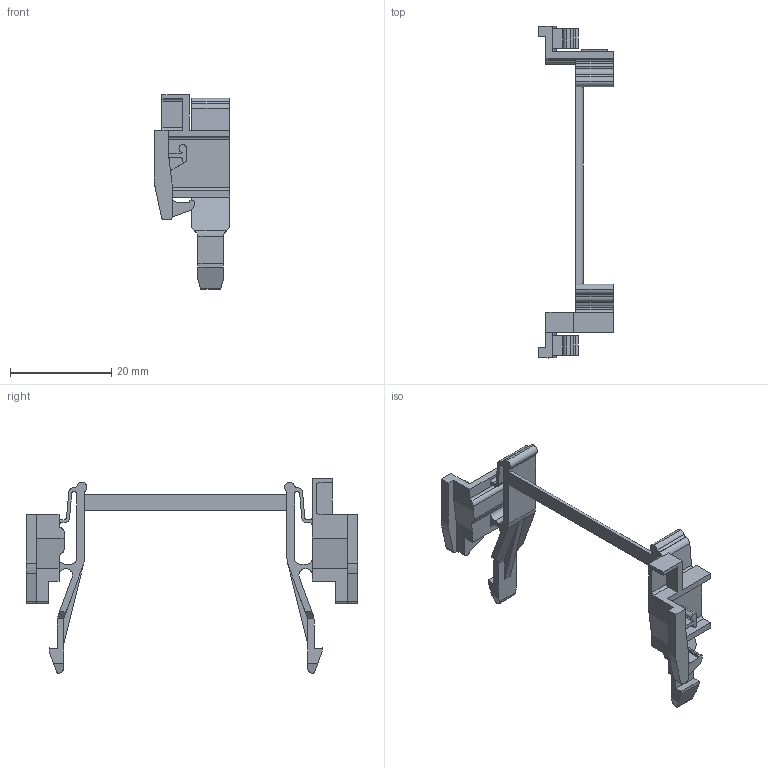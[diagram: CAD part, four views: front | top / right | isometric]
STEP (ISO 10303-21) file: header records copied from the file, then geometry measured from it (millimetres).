
FILE_DESCRIPTION(('CATIA V5R22 STEP214','CAx-IF Rec.Pracs.--- Model Styling and Organization---1.4--- 2014-01-23'),'2;1');
FILE_NAME ('025176-4_0', '2021-04-21T07:13:55+00:00', ('Weidmueller Interface'), ('Weidmueller'), 'CATIA Version 5-6 Release 2016 SP3 HF44', 'CATIA V5 STEP AP214', 'none');
FILE_SCHEMA(('AUTOMOTIVE_DESIGN { 1 0 10303 214 1 1 1 1 }'));
Length unit declared in the file: millimetre
Products named in the file (1): 37220_ZVR_..._ZP2.5_AllCATPart
Bounding box: 14.85 x 65.5 x 38.4 mm (x, y, z)
Volume: 2247.8 mm3; surface area: 3905.9 mm2
Topology: 3 solids, 3 shells, 226 faces, 660 edges, 438 vertices
Faces by surface type: plane 139, cylinder 87
Entity records: 7520 total; most frequent: CARTESIAN_POINT 1640, ORIENTED_EDGE 1320, DIRECTION 1039, EDGE_CURVE 660, VECTOR 468, LINE 468, VERTEX_POINT 438, AXIS2_PLACEMENT_3D 351
